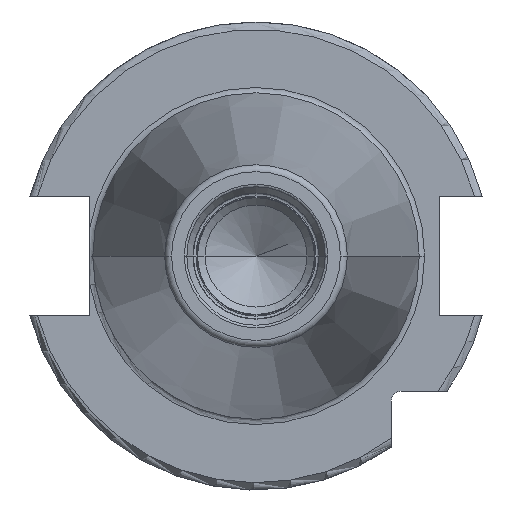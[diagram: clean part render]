
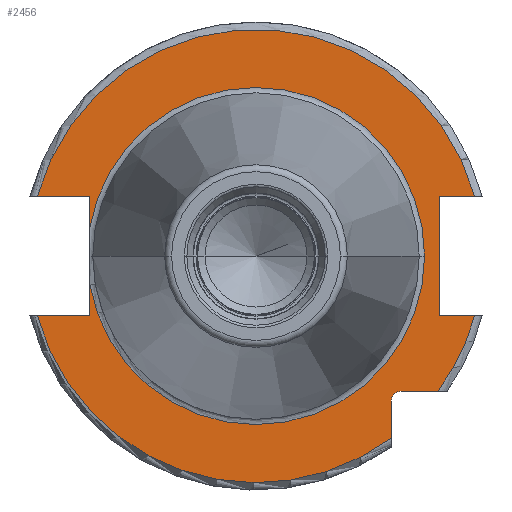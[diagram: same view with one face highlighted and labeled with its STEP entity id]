
A CAD part, left-side view. The second image highlights one B-rep face of the part: STEP entity #2456.
In plain terms, the highlighted planar face has unit normal (-1, 0, 0).
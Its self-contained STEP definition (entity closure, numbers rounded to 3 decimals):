
#117=CARTESIAN_POINT('',(3.2,0.,0.));
#118=DIRECTION('',(-1.,0.,0.));
#119=DIRECTION('',(0.,0.986,-0.168));
#120=AXIS2_PLACEMENT_3D('',#117,#118,#119);
#694=DIRECTION('',(0.,-1.,0.));
#695=VECTOR('',#694,4.99);
#696=CARTESIAN_POINT('',(3.2,-19.7,-18.35));
#697=LINE('',#696,#695);
#698=DIRECTION('',(0.,0.,1.));
#699=VECTOR('',#698,4.99);
#700=CARTESIAN_POINT('',(3.2,-18.35,-24.69));
#701=LINE('',#700,#699);
#702=CARTESIAN_POINT('',(3.2,0.,0.));
#703=DIRECTION('',(-1.,0.,0.));
#704=DIRECTION('',(0.,0.965,-0.263));
#705=AXIS2_PLACEMENT_3D('',#702,#703,#704);
#707=DIRECTION('',(0.,-1.,0.));
#708=VECTOR('',#707,7.127);
#709=CARTESIAN_POINT('',(3.2,29.677,-8.1));
#710=LINE('',#709,#708);
#711=DIRECTION('',(0.,0.,-1.));
#712=VECTOR('',#711,4.258);
#713=CARTESIAN_POINT('',(3.2,22.55,-3.842));
#714=LINE('',#713,#712);
#715=DIRECTION('',(0.,0.,-1.));
#716=VECTOR('',#715,4.258);
#717=CARTESIAN_POINT('',(3.2,22.55,8.1));
#718=LINE('',#717,#716);
#719=DIRECTION('',(0.,-1.,0.));
#720=VECTOR('',#719,7.127);
#721=CARTESIAN_POINT('',(3.2,29.677,8.1));
#722=LINE('',#721,#720);
#723=CARTESIAN_POINT('',(3.2,0.,0.));
#724=DIRECTION('',(1.,0.,0.));
#725=DIRECTION('',(0.,0.965,0.263));
#726=AXIS2_PLACEMENT_3D('',#723,#724,#725);
#728=DIRECTION('',(0.,1.,0.));
#729=VECTOR('',#728,4.827);
#730=CARTESIAN_POINT('',(3.2,-29.677,8.1));
#731=LINE('',#730,#729);
#732=DIRECTION('',(0.,0.,1.));
#733=VECTOR('',#732,16.2);
#734=CARTESIAN_POINT('',(3.2,-24.85,-8.1));
#735=LINE('',#734,#733);
#736=DIRECTION('',(0.,1.,0.));
#737=VECTOR('',#736,4.827);
#738=CARTESIAN_POINT('',(3.2,-29.677,-8.1));
#739=LINE('',#738,#737);
#740=CARTESIAN_POINT('',(3.2,0.,0.));
#741=DIRECTION('',(-1.,0.,0.));
#742=DIRECTION('',(0.,-0.803,-0.597));
#743=AXIS2_PLACEMENT_3D('',#740,#741,#742);
#754=CARTESIAN_POINT('',(3.2,-19.7,-19.7));
#755=DIRECTION('',(1.,0.,0.));
#756=DIRECTION('',(0.,1.,0.));
#757=AXIS2_PLACEMENT_3D('',#754,#755,#756);
#1148=CARTESIAN_POINT('',(3.2,0.,0.));
#1149=DIRECTION('',(1.,0.,0.));
#1150=DIRECTION('',(0.,0.986,0.168));
#1151=AXIS2_PLACEMENT_3D('',#1148,#1149,#1150);
#1398=CARTESIAN_POINT('',(3.2,-22.875,0.));
#1400=VERTEX_POINT('',#1398);
#1548=CARTESIAN_POINT('',(3.2,29.677,8.1));
#1549=CARTESIAN_POINT('',(3.2,22.55,8.1));
#1550=VERTEX_POINT('',#1548);
#1551=VERTEX_POINT('',#1549);
#1552=CARTESIAN_POINT('',(3.2,22.55,3.842));
#1553=VERTEX_POINT('',#1552);
#1554=CARTESIAN_POINT('',(3.2,22.55,-3.842));
#1555=CARTESIAN_POINT('',(3.2,22.55,-8.1));
#1556=VERTEX_POINT('',#1554);
#1557=VERTEX_POINT('',#1555);
#1558=CARTESIAN_POINT('',(3.2,29.677,-8.1));
#1559=VERTEX_POINT('',#1558);
#1560=CARTESIAN_POINT('',(3.2,-29.677,-8.1));
#1561=CARTESIAN_POINT('',(3.2,-24.85,-8.1));
#1562=VERTEX_POINT('',#1560);
#1563=VERTEX_POINT('',#1561);
#1564=CARTESIAN_POINT('',(3.2,-24.85,8.1));
#1565=VERTEX_POINT('',#1564);
#1566=CARTESIAN_POINT('',(3.2,-29.677,8.1));
#1567=VERTEX_POINT('',#1566);
#1591=CARTESIAN_POINT('',(3.2,-18.35,-24.69));
#1592=VERTEX_POINT('',#1591);
#1599=CARTESIAN_POINT('',(3.2,-19.7,-18.35));
#1600=CARTESIAN_POINT('',(3.2,-24.69,-18.35));
#1601=VERTEX_POINT('',#1599);
#1602=VERTEX_POINT('',#1600);
#1603=CARTESIAN_POINT('',(3.2,-18.35,-19.7));
#1604=VERTEX_POINT('',#1603);
#2426=CARTESIAN_POINT('',(3.2,0.,0.));
#2427=DIRECTION('',(1.,0.,0.));
#2428=DIRECTION('',(0.,-1.,0.));
#2429=AXIS2_PLACEMENT_3D('',#2426,#2427,#2428);
#2430=PLANE('',#2429);
#2432=ORIENTED_EDGE('',*,*,#2431,.F.);
#2434=ORIENTED_EDGE('',*,*,#2433,.F.);
#2436=ORIENTED_EDGE('',*,*,#2435,.F.);
#2438=ORIENTED_EDGE('',*,*,#2437,.F.);
#2439=ORIENTED_EDGE('',*,*,#2153,.T.);
#2440=ORIENTED_EDGE('',*,*,#1823,.F.);
#2441=ORIENTED_EDGE('',*,*,#1798,.T.);
#2443=ORIENTED_EDGE('',*,*,#2442,.F.);
#2444=ORIENTED_EDGE('',*,*,#1818,.F.);
#2445=ORIENTED_EDGE('',*,*,#2223,.F.);
#2446=ORIENTED_EDGE('',*,*,#2421,.T.);
#2447=ORIENTED_EDGE('',*,*,#2281,.T.);
#2449=ORIENTED_EDGE('',*,*,#2448,.F.);
#2451=ORIENTED_EDGE('',*,*,#2450,.F.);
#2453=ORIENTED_EDGE('',*,*,#2452,.F.);
#2454=EDGE_LOOP('',(#2432,#2434,#2436,#2438,#2439,#2440,#2441,#2443,#2444,#2445,
#2446,#2447,#2449,#2451,#2453));
#2455=FACE_OUTER_BOUND('',#2454,.F.);
#2456=ADVANCED_FACE('',(#2455),#2430,.F.);
#121=CIRCLE('',#120,22.875);
#706=CIRCLE('',#705,30.763);
#727=CIRCLE('',#726,30.763);
#744=CIRCLE('',#743,30.763);
#758=CIRCLE('',#757,1.35);
#1152=CIRCLE('',#1151,22.875);
#1798=EDGE_CURVE('',#1556,#1400,#121,.T.);
#1818=EDGE_CURVE('',#1551,#1553,#718,.T.);
#1823=EDGE_CURVE('',#1556,#1557,#714,.T.);
#2153=EDGE_CURVE('',#1559,#1557,#710,.T.);
#2223=EDGE_CURVE('',#1550,#1551,#722,.T.);
#2281=EDGE_CURVE('',#1567,#1565,#731,.T.);
#2421=EDGE_CURVE('',#1550,#1567,#727,.T.);
#2431=EDGE_CURVE('',#1601,#1602,#697,.T.);
#2433=EDGE_CURVE('',#1604,#1601,#758,.T.);
#2435=EDGE_CURVE('',#1592,#1604,#701,.T.);
#2437=EDGE_CURVE('',#1559,#1592,#706,.T.);
#2442=EDGE_CURVE('',#1553,#1400,#1152,.T.);
#2448=EDGE_CURVE('',#1563,#1565,#735,.T.);
#2450=EDGE_CURVE('',#1562,#1563,#739,.T.);
#2452=EDGE_CURVE('',#1602,#1562,#744,.T.);
